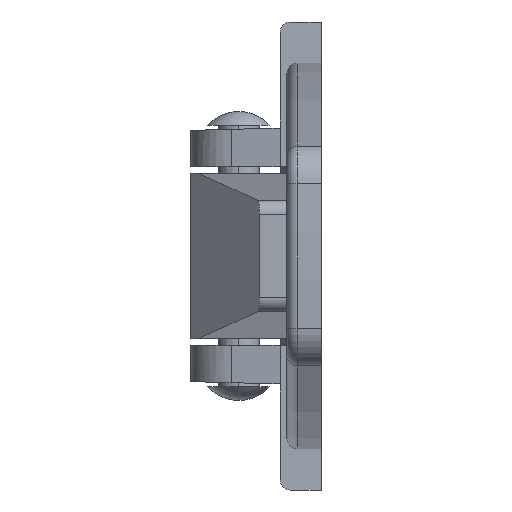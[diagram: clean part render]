
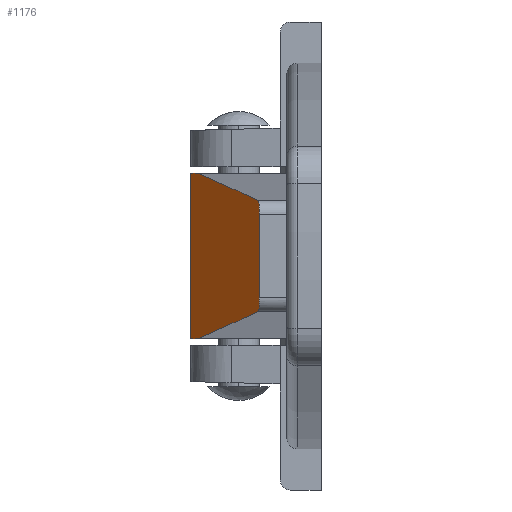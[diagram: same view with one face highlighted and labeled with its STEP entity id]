
A CAD part, left-side view. The second image highlights one B-rep face of the part: STEP entity #1176.
In plain terms, the highlighted planar face has unit normal (-0.077, 0.997, 0).
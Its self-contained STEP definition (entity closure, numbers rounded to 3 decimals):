
#4 = EDGE_CURVE ( 'NONE', #3481, #3554, #2973, .T. ) ;
#6 = EDGE_CURVE ( 'NONE', #3543, #3554, #2979, .T. ) ;
#8 = EDGE_CURVE ( 'NONE', #3572, #3584, #2985, .T. ) ;
#162 =( BOUNDED_CURVE ( )  B_SPLINE_CURVE ( 3, ( #3823, #3824, #3825, #3826 ),
 .UNSPECIFIED., .F., .T. ) 
 B_SPLINE_CURVE_WITH_KNOTS ( ( 4, 4 ),
 ( 0., 1.536 ),
 .UNSPECIFIED. ) 
 CURVE ( )  GEOMETRIC_REPRESENTATION_ITEM ( )  RATIONAL_B_SPLINE_CURVE ( ( 1., 0.813, 0.813, 1. ) ) 
 REPRESENTATION_ITEM ( '' )  );
#164 =( BOUNDED_CURVE ( )  B_SPLINE_CURVE ( 3, ( #3816, #3817, #3818, #3819 ),
 .UNSPECIFIED., .F., .T. ) 
 B_SPLINE_CURVE_WITH_KNOTS ( ( 4, 4 ),
 ( 4.747, 6.283 ),
 .UNSPECIFIED. ) 
 CURVE ( )  GEOMETRIC_REPRESENTATION_ITEM ( )  RATIONAL_B_SPLINE_CURVE ( ( 1., 0.813, 0.813, 1. ) ) 
 REPRESENTATION_ITEM ( '' )  );
#713 = PLANE ( 'NONE',  #4555 ) ;
#714 = CARTESIAN_POINT ( 'NONE',  ( -130., -3., -12. ) ) ;
#715 = DIRECTION ( 'NONE',  ( 0.077, -0.997, 0. ) ) ;
#716 = DIRECTION ( 'NONE',  ( 0.997, 0.077, 0. ) ) ;
#1084 = VECTOR ( 'NONE', #2981, 1000. ) ;
#1088 = VECTOR ( 'NONE', #2987, 1000. ) ;
#1089 = VECTOR ( 'NONE', #2975, 1000. ) ;
#1176 = ADVANCED_FACE ( 'NONE', ( #4552 ), #713, .F. ) ;
#1233 = EDGE_CURVE ( 'NONE', #3498, #3572, #164, .T. ) ;
#1234 = EDGE_CURVE ( 'NONE', #3480, #3498, #3820, .T. ) ;
#1235 = EDGE_CURVE ( 'NONE', #3584, #3576, #162, .T. ) ;
#1236 = EDGE_CURVE ( 'NONE', #3576, #3481, #3828, .T. ) ;
#1473 = LINE ( 'NONE', #1474, #2184 ) ;
#1474 = CARTESIAN_POINT ( 'NONE',  ( -130., -3., -12. ) ) ;
#1475 = DIRECTION ( 'NONE',  ( 0.997, 0.077, 0. ) ) ;
#1662 = CARTESIAN_POINT ( 'NONE',  ( -15., 5.865, -12. ) ) ;
#1663 = CARTESIAN_POINT ( 'NONE',  ( -15., 5.865, 12. ) ) ;
#1680 = CARTESIAN_POINT ( 'NONE',  ( -128.07, -2.851, -8.067 ) ) ;
#1725 = CARTESIAN_POINT ( 'NONE',  ( -0.538, 6.979, -12. ) ) ;
#1736 = CARTESIAN_POINT ( 'NONE',  ( -0.538, 6.979, 12. ) ) ;
#1754 = CARTESIAN_POINT ( 'NONE',  ( -130., -3., -6.068 ) ) ;
#1758 = CARTESIAN_POINT ( 'NONE',  ( -128.07, -2.851, 8.067 ) ) ;
#1766 = CARTESIAN_POINT ( 'NONE',  ( -130., -3., 6.068 ) ) ;
#2098 = EDGE_CURVE ( 'NONE', #3480, #3543, #1473, .T. ) ;
#2184 = VECTOR ( 'NONE', #1475, 1000. ) ;
#2443 = VECTOR ( 'NONE', #3822, 1000. ) ;
#2444 = VECTOR ( 'NONE', #3830, 1000. ) ;
#2582 = EDGE_LOOP ( 'NONE', ( #3215, #3217, #3216, #3218, #3220, #3219, #3222, #3221 ) ) ;
#2973 = LINE ( 'NONE', #2974, #1089 ) ;
#2974 = CARTESIAN_POINT ( 'NONE',  ( -130., -3., 12. ) ) ;
#2975 = DIRECTION ( 'NONE',  ( 0.997, 0.077, 0. ) ) ;
#2979 = LINE ( 'NONE', #2980, #1084 ) ;
#2980 = CARTESIAN_POINT ( 'NONE',  ( -0.538, 6.979, -12. ) ) ;
#2981 = DIRECTION ( 'NONE',  ( 0., 0., 1. ) ) ;
#2985 = LINE ( 'NONE', #2986, #1088 ) ;
#2986 = CARTESIAN_POINT ( 'NONE',  ( -130., -3., -12. ) ) ;
#2987 = DIRECTION ( 'NONE',  ( 0., 0., 1. ) ) ;
#3215 = ORIENTED_EDGE ( 'NONE', *, *, #1234, .T. ) ;
#3216 = ORIENTED_EDGE ( 'NONE', *, *, #8, .T. ) ;
#3217 = ORIENTED_EDGE ( 'NONE', *, *, #1233, .T. ) ;
#3218 = ORIENTED_EDGE ( 'NONE', *, *, #1235, .T. ) ;
#3219 = ORIENTED_EDGE ( 'NONE', *, *, #4, .T. ) ;
#3220 = ORIENTED_EDGE ( 'NONE', *, *, #1236, .T. ) ;
#3221 = ORIENTED_EDGE ( 'NONE', *, *, #2098, .F. ) ;
#3222 = ORIENTED_EDGE ( 'NONE', *, *, #6, .F. ) ;
#3480 = VERTEX_POINT ( 'NONE', #1662 ) ;
#3481 = VERTEX_POINT ( 'NONE', #1663 ) ;
#3498 = VERTEX_POINT ( 'NONE', #1680 ) ;
#3543 = VERTEX_POINT ( 'NONE', #1725 ) ;
#3554 = VERTEX_POINT ( 'NONE', #1736 ) ;
#3572 = VERTEX_POINT ( 'NONE', #1754 ) ;
#3576 = VERTEX_POINT ( 'NONE', #1758 ) ;
#3584 = VERTEX_POINT ( 'NONE', #1766 ) ;
#3816 = CARTESIAN_POINT ( 'NONE',  ( -128.07, -2.851, -8.067 ) ) ;
#3817 = CARTESIAN_POINT ( 'NONE',  ( -129.208, -2.939, -8.028 ) ) ;
#3818 = CARTESIAN_POINT ( 'NONE',  ( -130., -3., -7.208 ) ) ;
#3819 = CARTESIAN_POINT ( 'NONE',  ( -130., -3., -6.068 ) ) ;
#3820 = LINE ( 'NONE', #3821, #2443 ) ;
#3821 = CARTESIAN_POINT ( 'NONE',  ( -129.862, -2.989, -8.005 ) ) ;
#3822 = DIRECTION ( 'NONE',  ( -0.996, -0.077, 0.035 ) ) ;
#3823 = CARTESIAN_POINT ( 'NONE',  ( -130., -3., 6.068 ) ) ;
#3824 = CARTESIAN_POINT ( 'NONE',  ( -130., -3., 7.208 ) ) ;
#3825 = CARTESIAN_POINT ( 'NONE',  ( -129.208, -2.939, 8.028 ) ) ;
#3826 = CARTESIAN_POINT ( 'NONE',  ( -128.07, -2.851, 8.067 ) ) ;
#3828 = LINE ( 'NONE', #3829, #2444 ) ;
#3829 = CARTESIAN_POINT ( 'NONE',  ( -130.691, -3.053, 7.976 ) ) ;
#3830 = DIRECTION ( 'NONE',  ( 0.996, 0.077, 0.035 ) ) ;
#4552 = FACE_OUTER_BOUND ( 'NONE', #2582, .T. ) ;
#4555 = AXIS2_PLACEMENT_3D ( 'NONE', #714, #715, #716 ) ;
